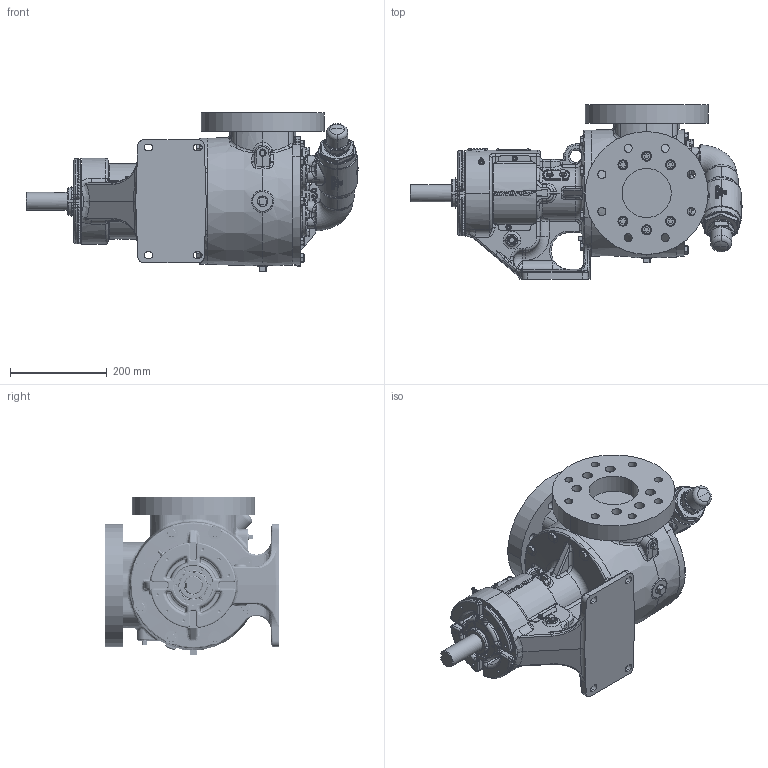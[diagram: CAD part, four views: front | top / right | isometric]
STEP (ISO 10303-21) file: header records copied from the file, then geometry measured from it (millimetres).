
FILE_DESCRIPTION (( 'STEP AP214' ), '1' );
FILE_NAME ('LV-4570.STEP', '2024-04-17T13:05:27', ( '' ), ( '' ), 'SwSTEP 2.0', 'SolidWorks 2022', '' );
FILE_SCHEMA (( 'AUTOMOTIVE_DESIGN' ));
Length unit declared in the file: inch
Products named in the file (1): LV-4570
Bounding box: 686.02 x 360.36 x 326.71 mm (x, y, z)
Volume: 20975083.2 mm3; surface area: 1117419.8 mm2
Topology: 1 solids, 13 shells, 5523 faces, 14105 edges, 8770 vertices
Faces by surface type: plane 1790, bspline 1701, cylinder 1095, cone 706, torus 145, sphere 86
Entity records: 321091 total; most frequent: CARTESIAN_POINT 129539, ORIENTED_EDGE 27908, DIRECTION 20429, EDGE_CURVE 13954, VERTEX_POINT 8763, AXIS2_PLACEMENT_3D 7563, EDGE_LOOP 5909, DIMENSIONAL_EXPONENTS 5526
